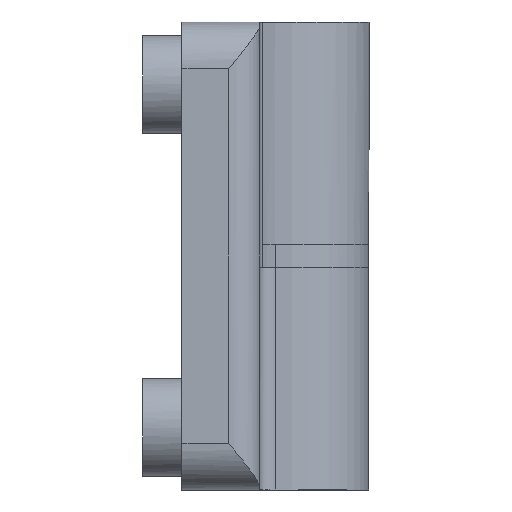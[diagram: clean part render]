
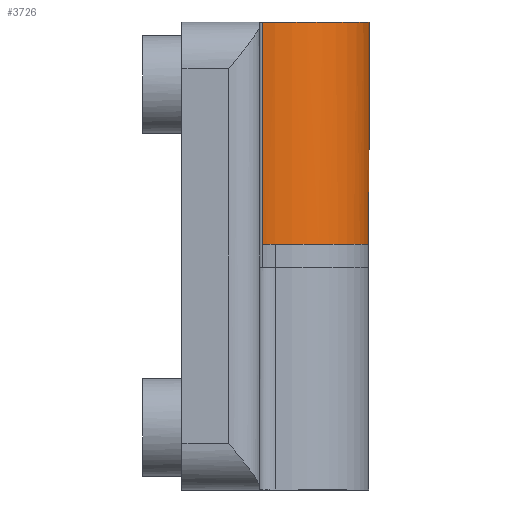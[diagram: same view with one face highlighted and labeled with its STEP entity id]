
A CAD part, left-side view. The second image highlights one B-rep face of the part: STEP entity #3726.
In plain terms, the highlighted cylindrical face has radius 6 mm (diameter 12 mm), a partial arc.
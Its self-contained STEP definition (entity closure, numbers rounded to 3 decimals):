
#118 = CARTESIAN_POINT ( 'NONE',  ( -18.837, -4.798, 0.75 ) ) ;
#137 = CARTESIAN_POINT ( 'NONE',  ( -13.58, -5.844, 0.75 ) ) ;
#340 = ORIENTED_EDGE ( 'NONE', *, *, #2888, .T. ) ;
#408 = CARTESIAN_POINT ( 'NONE',  ( -18.172, -5.243, 0.75 ) ) ;
#437 = CARTESIAN_POINT ( 'NONE',  ( -12.128, -5.243, 0.75 ) ) ;
#447 = CARTESIAN_POINT ( 'NONE',  ( -9.15, -0.785, 0.75 ) ) ;
#524 = VERTEX_POINT ( 'NONE', #1644 ) ;
#536 = DIRECTION ( 'NONE',  ( 0., 0., -1. ) ) ;
#601 = VERTEX_POINT ( 'NONE', #2286 ) ;
#727 = CARTESIAN_POINT ( 'NONE',  ( -10.352, -3.687, 0.75 ) ) ;
#743 = B_SPLINE_CURVE_WITH_KNOTS ( 'NONE', 3,
 ( #2156, #2755, #1299, #991, #3619, #118, #408, #1014, #3642, #3349, #137, #437, #2471, #727, #1141, #1787, #447, #3161 ),
 .UNSPECIFIED., .F., .F.,
 ( 4, 2, 2, 2, 2, 2, 2, 2, 4 ),
 ( 0., 0.125, 0.25, 0.375, 0.5, 0.625, 0.75, 0.875, 1. ),
 .UNSPECIFIED. ) ;
#991 = CARTESIAN_POINT ( 'NONE',  ( -20.393, -3.022, 0.75 ) ) ;
#1014 = CARTESIAN_POINT ( 'NONE',  ( -16.72, -5.844, 0.75 ) ) ;
#1058 = CARTESIAN_POINT ( 'NONE',  ( -21.15, 0.785, 0.75 ) ) ;
#1096 = DIRECTION ( 'NONE',  ( 1., 0., 0. ) ) ;
#1141 = CARTESIAN_POINT ( 'NONE',  ( -9.907, -3.022, 0.75 ) ) ;
#1143 = CARTESIAN_POINT ( 'NONE',  ( -15.15, 0., 15. ) ) ;
#1151 = EDGE_CURVE ( 'NONE', #3733, #1774, #3415, .T. ) ;
#1179 = VECTOR ( 'NONE', #3617, 1000. ) ;
#1264 = VECTOR ( 'NONE', #536, 1000. ) ;
#1298 = AXIS2_PLACEMENT_3D ( 'NONE', #1143, #3149, #1096 ) ;
#1299 = CARTESIAN_POINT ( 'NONE',  ( -20.994, -1.57, 0.75 ) ) ;
#1304 = B_SPLINE_CURVE_WITH_KNOTS ( 'NONE', 3,
 ( #3621, #3342, #2463, #2759, #1305, #1318, #3369, #1602, #1058, #3380 ),
 .UNSPECIFIED., .F., .F.,
 ( 4, 2, 2, 2, 4 ),
 ( 0., 0.25, 0.5, 0.75, 1. ),
 .UNSPECIFIED. ) ;
#1305 = CARTESIAN_POINT ( 'NONE',  ( -18.837, 4.798, 0.75 ) ) ;
#1318 = CARTESIAN_POINT ( 'NONE',  ( -19.948, 3.687, 0.75 ) ) ;
#1369 = EDGE_CURVE ( 'NONE', #601, #1444, #3189, .T. ) ;
#1444 = VERTEX_POINT ( 'NONE', #3775 ) ;
#1451 = DIRECTION ( 'NONE',  ( 1., 0., 0. ) ) ;
#1602 = CARTESIAN_POINT ( 'NONE',  ( -20.994, 1.57, 0.75 ) ) ;
#1644 = CARTESIAN_POINT ( 'NONE',  ( -21.15, 0., 0.75 ) ) ;
#1691 = CARTESIAN_POINT ( 'NONE',  ( -9.15, 0., 15. ) ) ;
#1760 = EDGE_CURVE ( 'NONE', #601, #1774, #2861, .T. ) ;
#1762 = CARTESIAN_POINT ( 'NONE',  ( -9.15, 0., 0.75 ) ) ;
#1774 = VERTEX_POINT ( 'NONE', #1691 ) ;
#1778 = CARTESIAN_POINT ( 'NONE',  ( -15.15, 0., 0. ) ) ;
#1787 = CARTESIAN_POINT ( 'NONE',  ( -9.306, -1.57, 0.75 ) ) ;
#1803 = DIRECTION ( 'NONE',  ( 0., 0., 1. ) ) ;
#1877 = AXIS2_PLACEMENT_3D ( 'NONE', #1778, #1803, #1451 ) ;
#1949 = ORIENTED_EDGE ( 'NONE', *, *, #1760, .F. ) ;
#2156 = CARTESIAN_POINT ( 'NONE',  ( -21.15, 0., 0.75 ) ) ;
#2251 = CARTESIAN_POINT ( 'NONE',  ( -15.15, 6., 0. ) ) ;
#2286 = CARTESIAN_POINT ( 'NONE',  ( -15.15, 6., 15. ) ) ;
#2463 = CARTESIAN_POINT ( 'NONE',  ( -16.72, 5.844, 0.75 ) ) ;
#2471 = CARTESIAN_POINT ( 'NONE',  ( -11.463, -4.798, 0.75 ) ) ;
#2492 = EDGE_CURVE ( 'NONE', #1444, #524, #1304, .T. ) ;
#2526 = ORIENTED_EDGE ( 'NONE', *, *, #1151, .T. ) ;
#2704 = EDGE_LOOP ( 'NONE', ( #2855, #3426, #340, #2526, #1949 ) ) ;
#2755 = CARTESIAN_POINT ( 'NONE',  ( -21.15, -0.785, 0.75 ) ) ;
#2759 = CARTESIAN_POINT ( 'NONE',  ( -18.172, 5.243, 0.75 ) ) ;
#2855 = ORIENTED_EDGE ( 'NONE', *, *, #1369, .T. ) ;
#2861 = CIRCLE ( 'NONE', #1298, 6. ) ;
#2888 = EDGE_CURVE ( 'NONE', #524, #3733, #743, .T. ) ;
#3014 = CARTESIAN_POINT ( 'NONE',  ( -9.15, 0., 0. ) ) ;
#3149 = DIRECTION ( 'NONE',  ( 0., 0., 1. ) ) ;
#3161 = CARTESIAN_POINT ( 'NONE',  ( -9.15, 0., 0.75 ) ) ;
#3189 = LINE ( 'NONE', #2251, #1264 ) ;
#3314 = FACE_OUTER_BOUND ( 'NONE', #2704, .T. ) ;
#3342 = CARTESIAN_POINT ( 'NONE',  ( -15.935, 6., 0.75 ) ) ;
#3349 = CARTESIAN_POINT ( 'NONE',  ( -14.365, -6., 0.75 ) ) ;
#3369 = CARTESIAN_POINT ( 'NONE',  ( -20.393, 3.022, 0.75 ) ) ;
#3380 = CARTESIAN_POINT ( 'NONE',  ( -21.15, 0., 0.75 ) ) ;
#3415 = LINE ( 'NONE', #3014, #1179 ) ;
#3426 = ORIENTED_EDGE ( 'NONE', *, *, #2492, .T. ) ;
#3541 = CYLINDRICAL_SURFACE ( 'NONE', #1877, 6. ) ;
#3617 = DIRECTION ( 'NONE',  ( 0., 0., 1. ) ) ;
#3619 = CARTESIAN_POINT ( 'NONE',  ( -19.948, -3.687, 0.75 ) ) ;
#3621 = CARTESIAN_POINT ( 'NONE',  ( -15.15, 6., 0.75 ) ) ;
#3642 = CARTESIAN_POINT ( 'NONE',  ( -15.935, -6., 0.75 ) ) ;
#3726 = ADVANCED_FACE ( 'NONE', ( #3314 ), #3541, .T. ) ;
#3733 = VERTEX_POINT ( 'NONE', #1762 ) ;
#3775 = CARTESIAN_POINT ( 'NONE',  ( -15.15, 6., 0.75 ) ) ;
